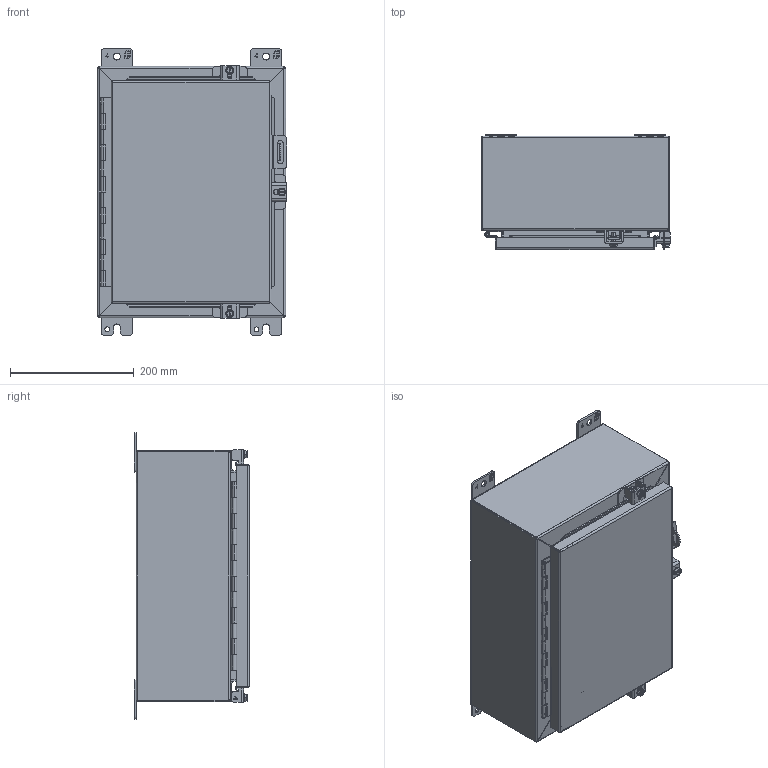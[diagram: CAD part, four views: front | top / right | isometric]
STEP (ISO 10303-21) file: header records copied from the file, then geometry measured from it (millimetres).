
FILE_DESCRIPTION (( 'STEP AP203' ), '1' );
FILE_NAME ('1418N4SSB6_Default.step', '2019-11-01T21:01:14', ( 'ADC123' ), ( 'Microsoft' ), 'SwSTEP 2.0', 'SolidWorks 2019', '' );
FILE_SCHEMA (( 'CONFIG_CONTROL_DESIGN' ));
Length unit declared in the file: inch
Products named in the file (1): 1418N4SSB6_Default
Bounding box: 306.4 x 187.32 x 463.55 mm (x, y, z)
Volume: 1333306.3 mm3; surface area: 1396687.5 mm2
Topology: 35 solids, 36 shells, 1283 faces, 3299 edges, 2126 vertices
Faces by surface type: plane 801, cylinder 392, bspline 80, cone 10
Entity records: 42474 total; most frequent: CARTESIAN_POINT 11287, ORIENTED_EDGE 6590, DIRECTION 6229, EDGE_CURVE 3295, VECTOR 2305, LINE 2305, VERTEX_POINT 2126, AXIS2_PLACEMENT_3D 1962
